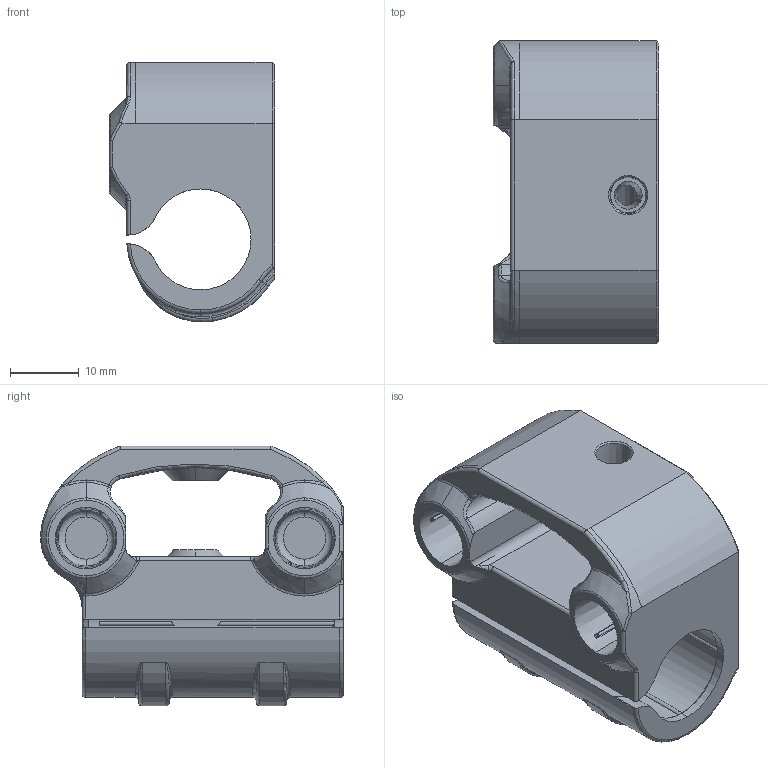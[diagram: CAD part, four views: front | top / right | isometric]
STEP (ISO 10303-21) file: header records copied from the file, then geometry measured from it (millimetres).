
FILE_DESCRIPTION (( 'STEP AP214' ), '1' );
FILE_NAME ('XIdlerMount_Test_1.16.22.STEP', '2022-01-18T03:10:05', ( '' ), ( '' ), 'SwSTEP 2.0', 'SolidWorks 2021', '' );
FILE_SCHEMA (( 'AUTOMOTIVE_DESIGN' ));
Length unit declared in the file: inch
Products named in the file (1): XIdlerMount_Test_1.16.22
Bounding box: 24.11 x 44.14 x 37.91 mm (x, y, z)
Volume: 14874.3 mm3; surface area: 9209.2 mm2
Topology: 1 solids, 2 shells, 339 faces, 861 edges, 526 vertices
Faces by surface type: bspline 87, plane 79, cylinder 70, torus 54, cone 45, sphere 4
Entity records: 17066 total; most frequent: CARTESIAN_POINT 9664, ORIENTED_EDGE 1710, DIRECTION 1338, EDGE_CURVE 855, AXIS2_PLACEMENT_3D 557, VERTEX_POINT 526, EDGE_LOOP 351, ADVANCED_FACE 339
